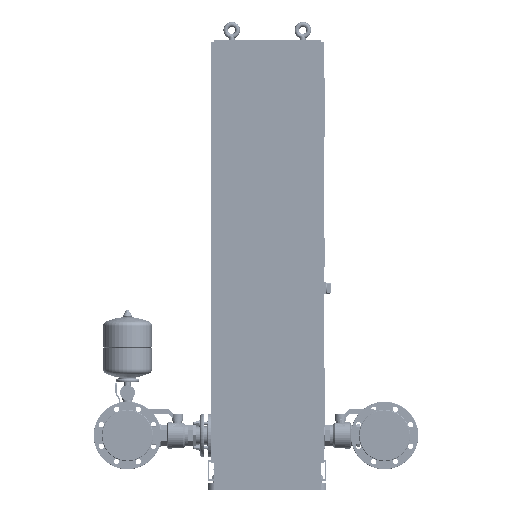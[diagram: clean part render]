
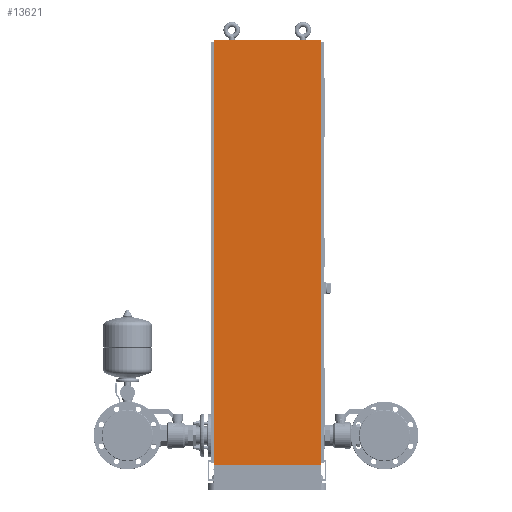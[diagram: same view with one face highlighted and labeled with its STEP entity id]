
A CAD part, left-side view. The second image highlights one B-rep face of the part: STEP entity #13621.
In plain terms, the highlighted planar face has unit normal (-1, 0, 0).
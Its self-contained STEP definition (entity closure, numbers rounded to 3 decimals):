
#13555=CARTESIAN_POINT('',(-1100.0,-225.0,1900.0));
#13556=VERTEX_POINT('',#13555);
#13563=CARTESIAN_POINT('',(-1100.0,-225.0,105.0));
#13564=VERTEX_POINT('',#13563);
#13565=CARTESIAN_POINT('',(-1100.0,-225.0,105.0));
#13566=DIRECTION('',(0.0,0.0,1.0));
#13567=VECTOR('',#13566,1795.0);
#13568=LINE('',#13565,#13567);
#13569=EDGE_CURVE('',#13564,#13556,#13568,.T.);
#13591=CARTESIAN_POINT('',(-1100.0,-225.0,105.0));
#13592=DIRECTION('',(-1.0,0.0,0.0));
#13593=DIRECTION('',(0.0,0.0,1.0));
#13594=AXIS2_PLACEMENT_3D('',#13591,#13592,#13593);
#13595=PLANE('',#13594);
#13596=CARTESIAN_POINT('',(-1100.0,225.0,1900.0));
#13597=VERTEX_POINT('',#13596);
#13598=CARTESIAN_POINT('',(-1100.0,-225.0,1900.0));
#13599=DIRECTION('',(0.0,1.0,0.0));
#13600=VECTOR('',#13599,450.0);
#13601=LINE('',#13598,#13600);
#13602=EDGE_CURVE('',#13556,#13597,#13601,.T.);
#13603=ORIENTED_EDGE('',*,*,#13602,.T.);
#13604=CARTESIAN_POINT('',(-1100.0,225.0,105.0));
#13605=VERTEX_POINT('',#13604);
#13606=CARTESIAN_POINT('',(-1100.0,225.0,105.0));
#13607=DIRECTION('',(0.0,0.0,1.0));
#13608=VECTOR('',#13607,1795.0);
#13609=LINE('',#13606,#13608);
#13610=EDGE_CURVE('',#13605,#13597,#13609,.T.);
#13611=ORIENTED_EDGE('',*,*,#13610,.F.);
#13612=CARTESIAN_POINT('',(-1100.0,-225.0,105.0));
#13613=DIRECTION('',(0.0,1.0,0.0));
#13614=VECTOR('',#13613,450.0);
#13615=LINE('',#13612,#13614);
#13616=EDGE_CURVE('',#13564,#13605,#13615,.T.);
#13617=ORIENTED_EDGE('',*,*,#13616,.F.);
#13618=ORIENTED_EDGE('',*,*,#13569,.T.);
#13619=EDGE_LOOP('',(#13603,#13611,#13617,#13618));
#13620=FACE_OUTER_BOUND('',#13619,.T.);
#13621=ADVANCED_FACE('',(#13620),#13595,.T.);
